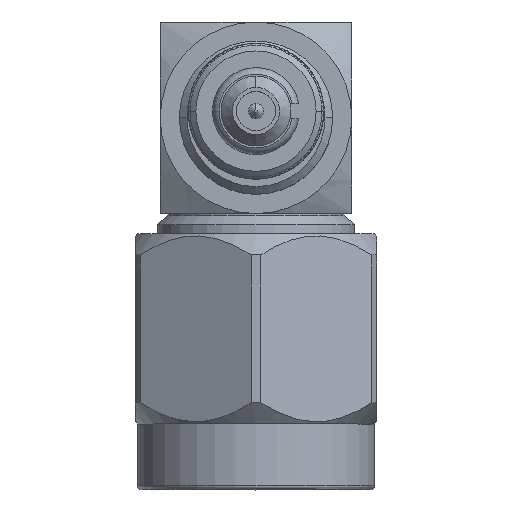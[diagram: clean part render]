
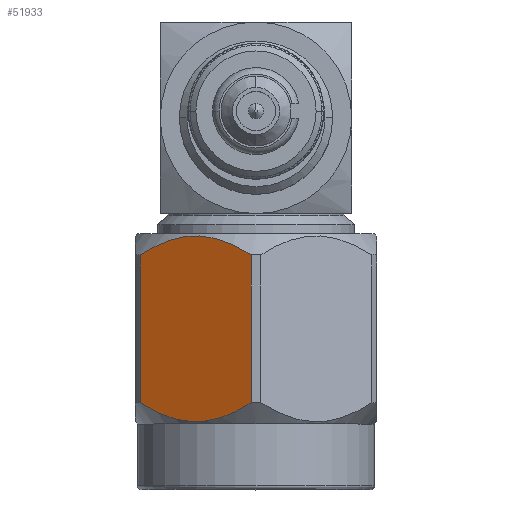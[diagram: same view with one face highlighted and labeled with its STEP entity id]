
A CAD part, top view. The second image highlights one B-rep face of the part: STEP entity #51933.
In plain terms, the highlighted face is planar.
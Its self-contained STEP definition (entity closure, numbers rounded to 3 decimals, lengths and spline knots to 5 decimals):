
#384 = CARTESIAN_POINT ( 'NONE',  ( 0.0946, -0.30631, -0.15111 ) ) ;
#5028 = CARTESIAN_POINT ( 'NONE',  ( 0.17816, 0., -0.00637 ) ) ;
#6051 = CARTESIAN_POINT ( 'NONE',  ( 0.17816, -0.30631, -0.00637 ) ) ;
#7005 = CARTESIAN_POINT ( 'NONE',  ( 0.16505, -0.10002, -0.02909 ) ) ;
#10079 = ORIENTED_EDGE ( 'NONE', *, *, #26159, .T. ) ;
#12845 = VECTOR ( 'NONE', #46939, 39.37008 ) ;
#13724 = CARTESIAN_POINT ( 'NONE',  ( 0.09092, 0.16208, -0.15748 ) ) ;
#23595 = CARTESIAN_POINT ( 'NONE',  ( 0.12184, -0.32812, -0.10392 ) ) ;
#24168 = CARTESIAN_POINT ( 'NONE',  ( 0.17171, -0.10619, -0.01755 ) ) ;
#24938 = CARTESIAN_POINT ( 'NONE',  ( 0.13998, -0.08861, -0.07251 ) ) ;
#26159 = EDGE_CURVE ( 'NONE', #26548, #30589, #77606, .T. ) ;
#26548 = VERTEX_POINT ( 'NONE', #91247 ) ;
#30589 = VERTEX_POINT ( 'NONE', #35270 ) ;
#30805 = ORIENTED_EDGE ( 'NONE', *, *, #39590, .T. ) ;
#33183 = EDGE_CURVE ( 'NONE', #101006, #26548, #72814, .T. ) ;
#33743 = CARTESIAN_POINT ( 'NONE',  ( 0.14363, -0.08921, -0.06618 ) ) ;
#34131 = CARTESIAN_POINT ( 'NONE',  ( 0.1181, -0.09345, -0.11041 ) ) ;
#35043 = CARTESIAN_POINT ( 'NONE',  ( 0.0946, -0.1134, -0.15111 ) ) ;
#35270 = CARTESIAN_POINT ( 'NONE',  ( 0.17816, -0.30631, -0.00637 ) ) ;
#37319 = AXIS2_PLACEMENT_3D ( 'NONE', #13724, #74982, #74256 ) ;
#39590 = EDGE_CURVE ( 'NONE', #30589, #95821, #67297, .T. ) ;
#43192 = CARTESIAN_POINT ( 'NONE',  ( 0.12165, -0.09168, -0.10426 ) ) ;
#46939 = DIRECTION ( 'NONE',  ( 0., 1., 0. ) ) ;
#49871 = CARTESIAN_POINT ( 'NONE',  ( 0.10106, -0.31353, -0.13993 ) ) ;
#50068 = CARTESIAN_POINT ( 'NONE',  ( 0.15454, -0.09338, -0.04729 ) ) ;
#51933 = ADVANCED_FACE ( 'NONE', ( #87829 ), #109290, .T. ) ;
#53373 = EDGE_LOOP ( 'NONE', ( #90723, #57987, #10079, #30805 ) ) ;
#57987 = ORIENTED_EDGE ( 'NONE', *, *, #33183, .T. ) ;
#58213 = CARTESIAN_POINT ( 'NONE',  ( 0.14381, -0.33046, -0.06588 ) ) ;
#58957 = CARTESIAN_POINT ( 'NONE',  ( 0.15111, -0.32804, -0.05322 ) ) ;
#66568 = CARTESIAN_POINT ( 'NONE',  ( 0.17172, -0.31351, -0.01753 ) ) ;
#66965 = CARTESIAN_POINT ( 'NONE',  ( 0.10772, -0.3197, -0.12839 ) ) ;
#67297 = B_SPLINE_CURVE_WITH_KNOTS ( 'NONE', 3,
 ( #6051, #66568, #92787, #102742, #58957, #58213, #84814, #85579, #111113, #23595, #101591, #66965, #49871, #67327 ),
 .UNSPECIFIED., .F., .F.,
 ( 4, 2, 2, 2, 2, 2, 4 ),
 ( 0., 0.00111, 0.00167, 0.00222, 0.00278, 0.00333, 0.00444 ),
 .UNSPECIFIED. ) ;
#67327 = CARTESIAN_POINT ( 'NONE',  ( 0.0946, -0.30631, -0.15111 ) ) ;
#67909 = CARTESIAN_POINT ( 'NONE',  ( 0.10104, -0.10621, -0.13995 ) ) ;
#68292 = CARTESIAN_POINT ( 'NONE',  ( 0.0946, -0.1134, -0.15111 ) ) ;
#72814 = B_SPLINE_CURVE_WITH_KNOTS ( 'NONE', 3,
 ( #68292, #67909, #77030, #34131, #43192, #94871, #95236, #24938, #33743, #86505, #50068, #7005, #24168, #111310 ),
 .UNSPECIFIED., .F., .F.,
 ( 4, 2, 2, 2, 2, 2, 4 ),
 ( 0., 0.00111, 0.00167, 0.00222, 0.00278, 0.00333, 0.00444 ),
 .UNSPECIFIED. ) ;
#74256 = DIRECTION ( 'NONE',  ( -0.5, 0., -0.866 ) ) ;
#74982 = DIRECTION ( 'NONE',  ( 0.866, 0., -0.5 ) ) ;
#77030 = CARTESIAN_POINT ( 'NONE',  ( 0.10767, -0.10006, -0.12846 ) ) ;
#77606 = LINE ( 'NONE', #5028, #89820 ) ;
#84814 = CARTESIAN_POINT ( 'NONE',  ( 0.14011, -0.33109, -0.07228 ) ) ;
#85579 = CARTESIAN_POINT ( 'NONE',  ( 0.13278, -0.33111, -0.08497 ) ) ;
#86505 = CARTESIAN_POINT ( 'NONE',  ( 0.15092, -0.0916, -0.05356 ) ) ;
#87829 = FACE_OUTER_BOUND ( 'NONE', #53373, .T. ) ;
#89820 = VECTOR ( 'NONE', #108600, 39.37008 ) ;
#90723 = ORIENTED_EDGE ( 'NONE', *, *, #98004, .T. ) ;
#91247 = CARTESIAN_POINT ( 'NONE',  ( 0.17816, -0.1134, -0.00637 ) ) ;
#92787 = CARTESIAN_POINT ( 'NONE',  ( 0.16509, -0.31965, -0.02902 ) ) ;
#94871 = CARTESIAN_POINT ( 'NONE',  ( 0.12896, -0.08925, -0.0916 ) ) ;
#95236 = CARTESIAN_POINT ( 'NONE',  ( 0.13265, -0.08862, -0.0852 ) ) ;
#95821 = VERTEX_POINT ( 'NONE', #384 ) ;
#98004 = EDGE_CURVE ( 'NONE', #95821, #101006, #104061, .T. ) ;
#101006 = VERTEX_POINT ( 'NONE', #35043 ) ;
#101591 = CARTESIAN_POINT ( 'NONE',  ( 0.11822, -0.32634, -0.11019 ) ) ;
#102742 = CARTESIAN_POINT ( 'NONE',  ( 0.15467, -0.32627, -0.04707 ) ) ;
#104061 = LINE ( 'NONE', #107073, #12845 ) ;
#107073 = CARTESIAN_POINT ( 'NONE',  ( 0.0946, 0., -0.15111 ) ) ;
#108600 = DIRECTION ( 'NONE',  ( 0., -1., 0. ) ) ;
#109290 = PLANE ( 'NONE',  #37319 ) ;
#111113 = CARTESIAN_POINT ( 'NONE',  ( 0.12913, -0.3305, -0.0913 ) ) ;
#111310 = CARTESIAN_POINT ( 'NONE',  ( 0.17816, -0.1134, -0.00637 ) ) ;
